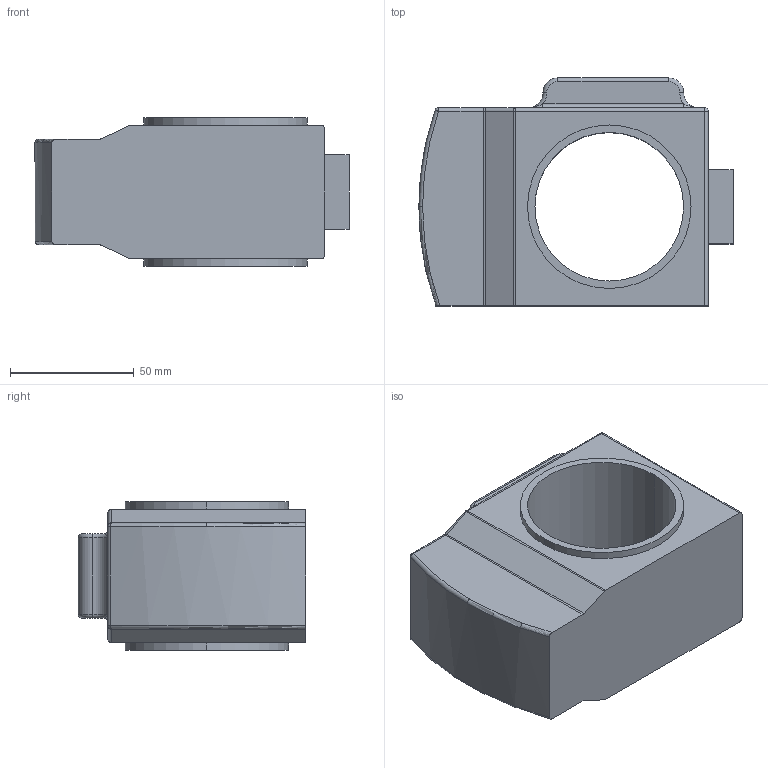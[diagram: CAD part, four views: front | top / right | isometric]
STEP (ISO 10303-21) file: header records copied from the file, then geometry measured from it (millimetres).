
FILE_DESCRIPTION (( 'STEP AP214' ), '1' );
FILE_NAME ('joint_4^industry_robot_arm_3.STEP', '2024-07-02T05:41:40', ( '' ), ( '' ), 'SwSTEP 2.0', 'SolidWorks 2022', '' );
FILE_SCHEMA (( 'AUTOMOTIVE_DESIGN' ));
Length unit declared in the file: millimetre
Products named in the file (1): joint_4^industry_robot_arm_3
Bounding box: 126.86 x 92 x 60 mm (x, y, z)
Volume: 350509.3 mm3; surface area: 46985.6 mm2
Topology: 1 solids, 1 shells, 71 faces, 165 edges, 92 vertices
Faces by surface type: cylinder 29, plane 19, torus 13, sphere 6, bspline 4
Entity records: 2192 total; most frequent: CARTESIAN_POINT 565, DIRECTION 362, ORIENTED_EDGE 314, EDGE_CURVE 157, AXIS2_PLACEMENT_3D 147, VERTEX_POINT 92, CIRCLE 79, EDGE_LOOP 77
